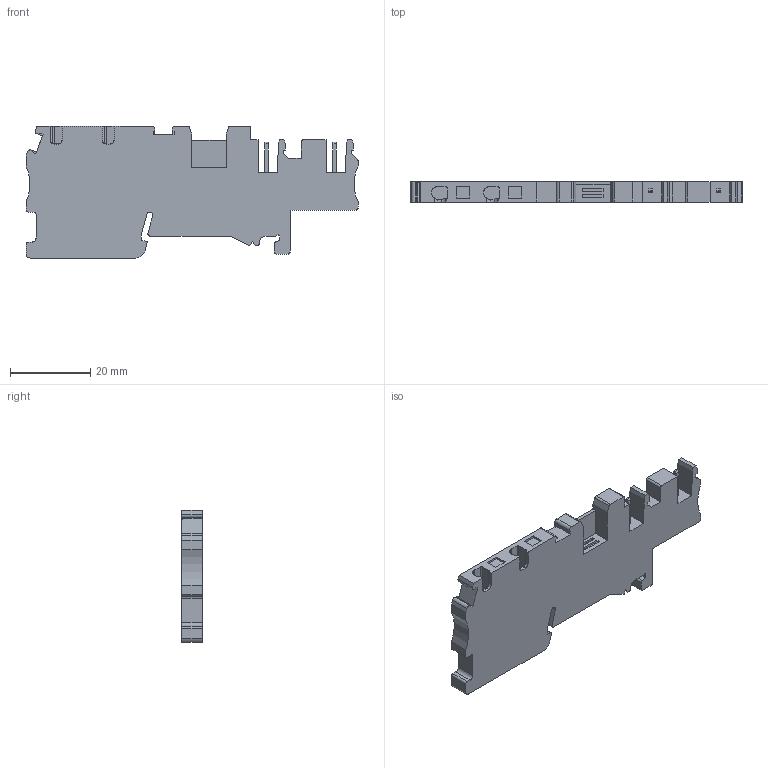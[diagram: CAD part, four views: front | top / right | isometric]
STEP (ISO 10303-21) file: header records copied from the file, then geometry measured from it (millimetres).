
FILE_DESCRIPTION(/* description */ ('Unknown'),/* implementation_level */ '2;1');
FILE_NAME(/* name */ 'DST2_5-2C2P_3D_SOLID',/* time_stamp */ '2024-10-28T13:26:05+06:00',/* author */ ('Unknown'),/* organization */ ('Unknown'),/* preprocessor_version */ 'ST-DEVELOPER v16.7',/* originating_system */ 'Solid Edge',/* authorisation */ 'Unknown');
FILE_SCHEMA (('AUTOMOTIVE_DESIGN {1 0 10303 214 3 1 1}'));
Length unit declared in the file: millimetre
Products named in the file (1): DST2_5-2C2P_GY_3D
Bounding box: 83 x 5.08 x 33 mm (x, y, z)
Volume: 9803.8 mm3; surface area: 6252 mm2
Topology: 1 solids, 1 shells, 173 faces, 495 edges, 330 vertices
Faces by surface type: plane 132, cylinder 41
Entity records: 6850 total; most frequent: CARTESIAN_POINT 1007, ORIENTED_EDGE 990, DIRECTION 923, EDGE_CURVE 495, LINE 411, VECTOR 411, VERTEX_POINT 330, AXIS2_PLACEMENT_3D 256
